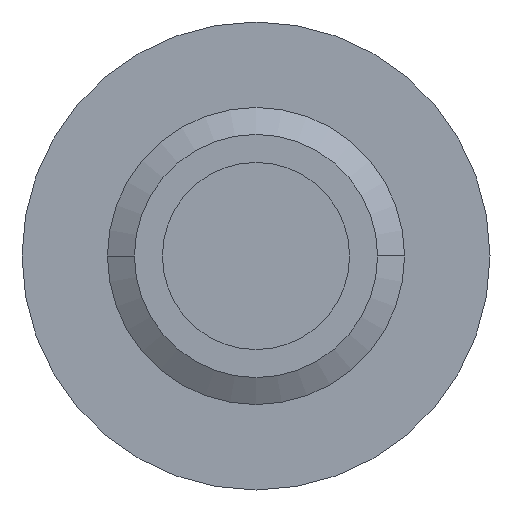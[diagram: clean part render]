
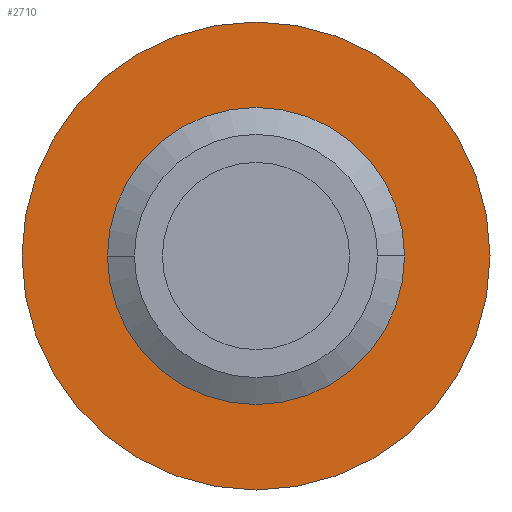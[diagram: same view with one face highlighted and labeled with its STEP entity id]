
A CAD part, left-side view. The second image highlights one B-rep face of the part: STEP entity #2710.
In plain terms, the highlighted planar face has unit normal (-1, 0, 0).
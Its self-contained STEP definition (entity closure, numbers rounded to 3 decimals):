
#2 = ORIENTED_EDGE ( 'NONE', *, *, #5381, .F. ) ;
#278 = DIRECTION ( 'NONE',  ( -1., 0., 0. ) ) ;
#313 = EDGE_CURVE ( 'NONE', #4148, #1575, #1699, .T. ) ;
#455 = AXIS2_PLACEMENT_3D ( 'NONE', #2218, #1019, #1461 ) ;
#568 = FACE_OUTER_BOUND ( 'NONE', #1001, .T. ) ;
#821 = FACE_BOUND ( 'NONE', #3490, .T. ) ;
#961 = AXIS2_PLACEMENT_3D ( 'NONE', #5129, #2089, #1093 ) ;
#1001 = EDGE_LOOP ( 'NONE', ( #1105, #2 ) ) ;
#1005 = DIRECTION ( 'NONE',  ( 1., 0., 0. ) ) ;
#1019 = DIRECTION ( 'NONE',  ( 1., 0., 0. ) ) ;
#1093 = DIRECTION ( 'NONE',  ( 0., 1., 0. ) ) ;
#1105 = ORIENTED_EDGE ( 'NONE', *, *, #313, .F. ) ;
#1142 = CARTESIAN_POINT ( 'NONE',  ( 0., -9.525, 0. ) ) ;
#1322 = CARTESIAN_POINT ( 'NONE',  ( 0., 9.525, 0. ) ) ;
#1461 = DIRECTION ( 'NONE',  ( 0., 1., 0. ) ) ;
#1575 = VERTEX_POINT ( 'NONE', #3603 ) ;
#1676 = AXIS2_PLACEMENT_3D ( 'NONE', #4016, #278, #4037 ) ;
#1699 = CIRCLE ( 'NONE', #2604, 15. ) ;
#2017 = CIRCLE ( 'NONE', #961, 15. ) ;
#2089 = DIRECTION ( 'NONE',  ( 1., 0., 0. ) ) ;
#2218 = CARTESIAN_POINT ( 'NONE',  ( 0., 0., 0. ) ) ;
#2562 = DIRECTION ( 'NONE',  ( 1., 0., 0. ) ) ;
#2604 = AXIS2_PLACEMENT_3D ( 'NONE', #4822, #1005, #4772 ) ;
#2710 = ADVANCED_FACE ( 'NONE', ( #821, #568 ), #3626, .T. ) ;
#3199 = CIRCLE ( 'NONE', #455, 9.525 ) ;
#3300 = EDGE_CURVE ( 'NONE', #3804, #4195, #3199, .T. ) ;
#3339 = CARTESIAN_POINT ( 'NONE',  ( 0., 0., 0. ) ) ;
#3490 = EDGE_LOOP ( 'NONE', ( #5315, #5107 ) ) ;
#3603 = CARTESIAN_POINT ( 'NONE',  ( 0., -15., 0. ) ) ;
#3626 = PLANE ( 'NONE',  #1676 ) ;
#3628 = AXIS2_PLACEMENT_3D ( 'NONE', #3339, #2562, #4241 ) ;
#3804 = VERTEX_POINT ( 'NONE', #1142 ) ;
#4016 = CARTESIAN_POINT ( 'NONE',  ( 0., 15., 0. ) ) ;
#4022 = CIRCLE ( 'NONE', #3628, 9.525 ) ;
#4037 = DIRECTION ( 'NONE',  ( 0., -1., 0. ) ) ;
#4148 = VERTEX_POINT ( 'NONE', #5081 ) ;
#4155 = EDGE_CURVE ( 'NONE', #4195, #3804, #4022, .T. ) ;
#4195 = VERTEX_POINT ( 'NONE', #1322 ) ;
#4241 = DIRECTION ( 'NONE',  ( 0., 1., 0. ) ) ;
#4772 = DIRECTION ( 'NONE',  ( 0., 1., 0. ) ) ;
#4822 = CARTESIAN_POINT ( 'NONE',  ( 0., 0., 0. ) ) ;
#5081 = CARTESIAN_POINT ( 'NONE',  ( 0., 15., 0. ) ) ;
#5107 = ORIENTED_EDGE ( 'NONE', *, *, #3300, .T. ) ;
#5129 = CARTESIAN_POINT ( 'NONE',  ( 0., 0., 0. ) ) ;
#5315 = ORIENTED_EDGE ( 'NONE', *, *, #4155, .T. ) ;
#5381 = EDGE_CURVE ( 'NONE', #1575, #4148, #2017, .T. ) ;
